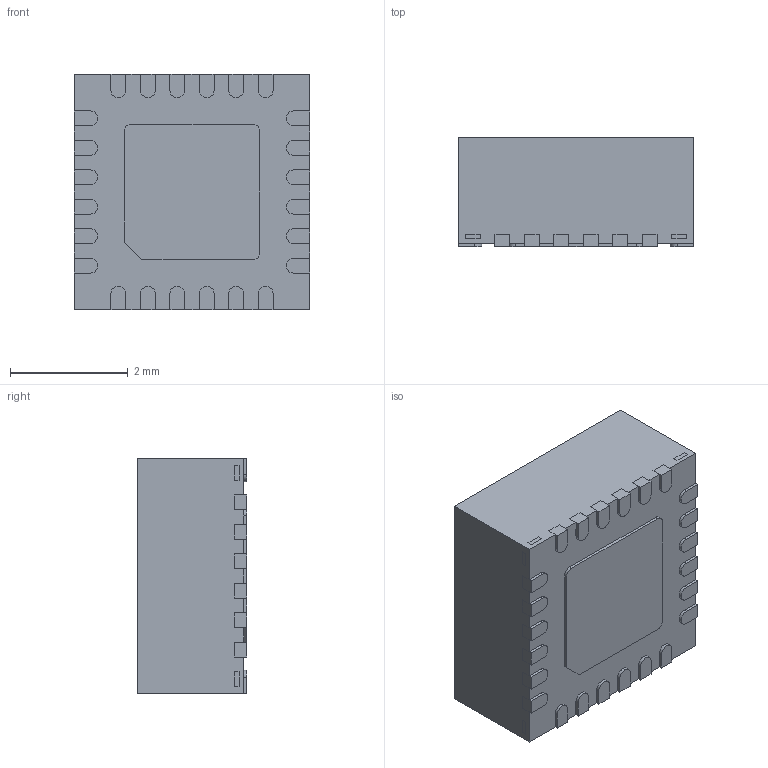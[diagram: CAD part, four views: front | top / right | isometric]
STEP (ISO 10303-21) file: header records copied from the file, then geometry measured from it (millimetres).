
FILE_DESCRIPTION (( 'STEP AP214' ), '1' );
FILE_NAME ('IIS328DQ.STEP', '2020-03-02T04:28:41', ( '' ), ( '' ), 'SwSTEP 2.0', 'SolidWorks 2017', '' );
FILE_SCHEMA (( 'AUTOMOTIVE_DESIGN' ));
Length unit declared in the file: millimetre
Products named in the file (1): IIS328DQ
Bounding box: 4 x 1.85 x 4 mm (x, y, z)
Volume: 29.2 mm3; surface area: 89 mm2
Topology: 35 solids, 35 shells, 372 faces, 876 edges, 584 vertices
Faces by surface type: plane 302, cylinder 70
Entity records: 10920 total; most frequent: CARTESIAN_POINT 1833, DIRECTION 1762, ORIENTED_EDGE 1752, EDGE_CURVE 876, LINE 736, VECTOR 736, VERTEX_POINT 584, AXIS2_PLACEMENT_3D 513
